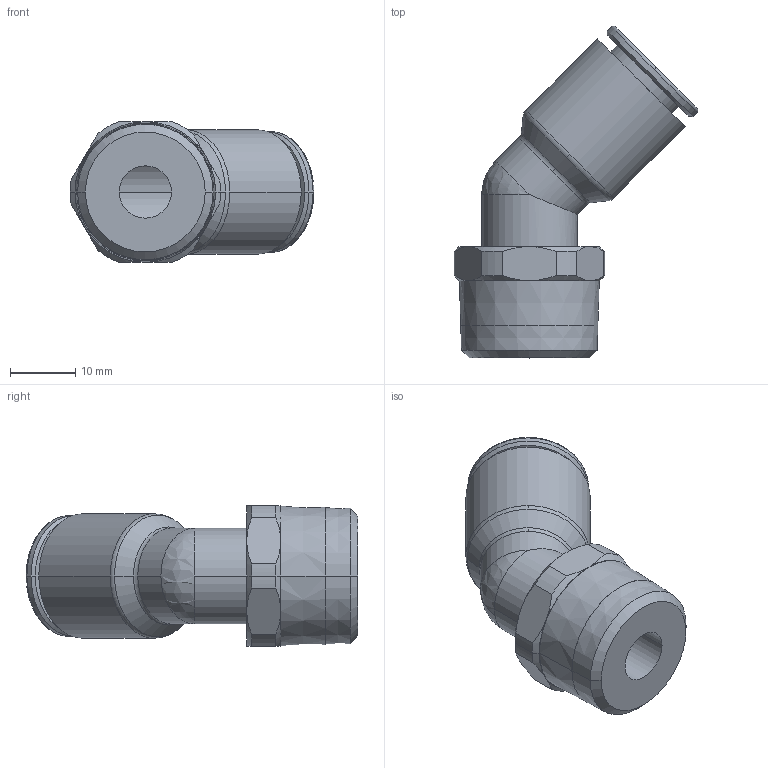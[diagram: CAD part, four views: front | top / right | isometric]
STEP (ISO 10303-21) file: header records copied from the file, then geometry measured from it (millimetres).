
FILE_DESCRIPTION(('STEP AP214'),'1');
FILE_NAME('3113_12_21.stp','2016-07-07T14:58:52',('TraceParts'),('TraceParts S.A.'),'Spatial InterOp 3D',' ',' ');
FILE_SCHEMA(('automotive_design'));
Length unit declared in the file: millimetre
Products named in the file (1): 1
Bounding box: 37.27 x 50.72 x 21.5 mm (x, y, z)
Volume: 9593.4 mm3; surface area: 5810.1 mm2
Topology: 1 solids, 1 shells, 74 faces, 180 edges, 109 vertices
Faces by surface type: cone 26, cylinder 24, plane 15, torus 6, sphere 3
Entity records: 2228 total; most frequent: CARTESIAN_POINT 488, DIRECTION 403, ORIENTED_EDGE 348, AXIS2_PLACEMENT_3D 180, EDGE_CURVE 174, VERTEX_POINT 109, CIRCLE 101, EDGE_LOOP 83
